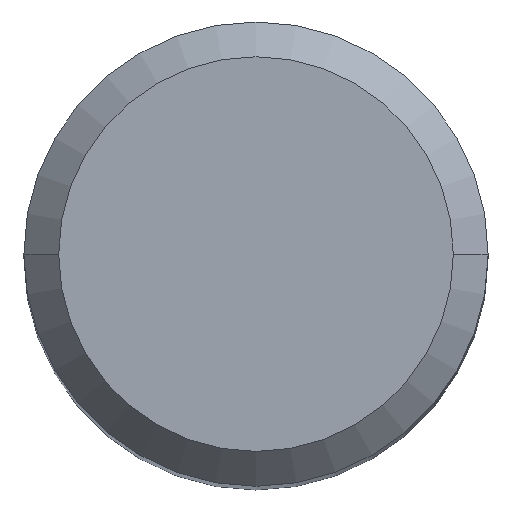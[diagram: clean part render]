
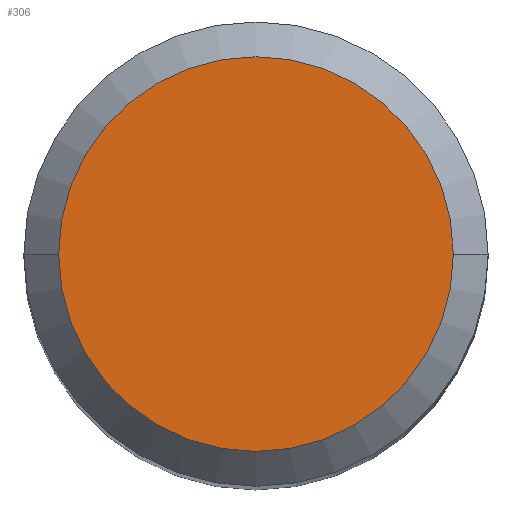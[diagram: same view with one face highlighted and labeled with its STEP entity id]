
A CAD part, top view. The second image highlights one B-rep face of the part: STEP entity #306.
In plain terms, the highlighted planar face has unit normal (0, 0, 1).
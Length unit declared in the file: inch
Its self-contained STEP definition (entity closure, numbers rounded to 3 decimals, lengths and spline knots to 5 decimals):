
#6 = DIRECTION ( 'NONE',  ( 1., 0., 0. ) ) ;
#62 = DIRECTION ( 'NONE',  ( 0., 0., -1. ) ) ;
#114 = VERTEX_POINT ( 'NONE', #249 ) ;
#135 = PLANE ( 'NONE',  #258 ) ;
#137 = CIRCLE ( 'NONE', #192, 0.13281 ) ;
#144 = DIRECTION ( 'NONE',  ( 1., 0., 0. ) ) ;
#192 = AXIS2_PLACEMENT_3D ( 'NONE', #351, #304, #6 ) ;
#214 = CARTESIAN_POINT ( 'NONE',  ( 0., 0., 0. ) ) ;
#229 = ORIENTED_EDGE ( 'NONE', *, *, #233, .T. ) ;
#233 = EDGE_CURVE ( 'NONE', #462, #114, #269, .T. ) ;
#249 = CARTESIAN_POINT ( 'NONE',  ( -0.13281, 0., 0. ) ) ;
#256 = FACE_OUTER_BOUND ( 'NONE', #352, .T. ) ;
#258 = AXIS2_PLACEMENT_3D ( 'NONE', #214, #62, #410 ) ;
#269 = CIRCLE ( 'NONE', #316, 0.13281 ) ;
#291 = DIRECTION ( 'NONE',  ( 0., 0., 1. ) ) ;
#304 = DIRECTION ( 'NONE',  ( 0., 0., 1. ) ) ;
#306 = ADVANCED_FACE ( 'NONE', ( #256 ), #135, .F. ) ;
#316 = AXIS2_PLACEMENT_3D ( 'NONE', #491, #291, #144 ) ;
#351 = CARTESIAN_POINT ( 'NONE',  ( 0., 0., 0. ) ) ;
#352 = EDGE_LOOP ( 'NONE', ( #401, #229 ) ) ;
#390 = EDGE_CURVE ( 'NONE', #114, #462, #137, .T. ) ;
#401 = ORIENTED_EDGE ( 'NONE', *, *, #390, .T. ) ;
#410 = DIRECTION ( 'NONE',  ( -1., 0., 0. ) ) ;
#426 = CARTESIAN_POINT ( 'NONE',  ( 0.13281, 0., 0. ) ) ;
#462 = VERTEX_POINT ( 'NONE', #426 ) ;
#491 = CARTESIAN_POINT ( 'NONE',  ( 0., 0., 0. ) ) ;
